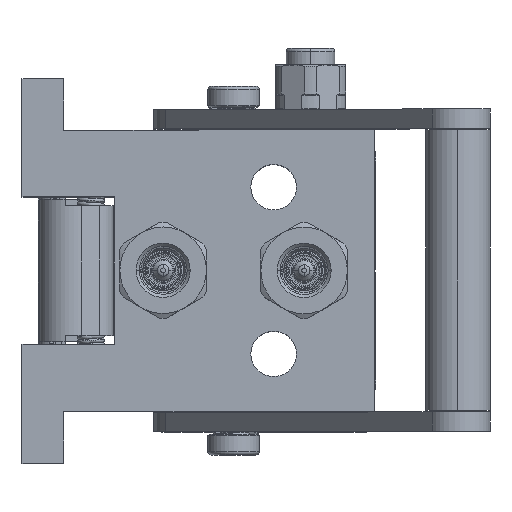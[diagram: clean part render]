
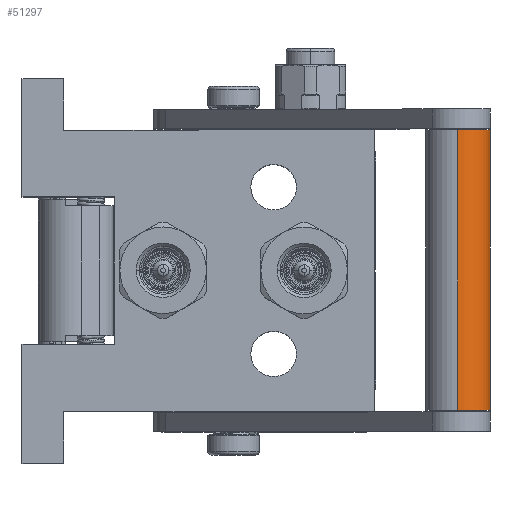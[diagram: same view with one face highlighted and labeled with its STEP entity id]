
A CAD part, top view. The second image highlights one B-rep face of the part: STEP entity #51297.
In plain terms, the highlighted cylindrical face has radius 10 mm (diameter 20 mm), a partial arc.
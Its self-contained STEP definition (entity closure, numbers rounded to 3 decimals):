
#463 = CARTESIAN_POINT ( 'NONE',  ( -87.5, 0., -10. ) ) ;
#2189 = DIRECTION ( 'NONE',  ( 1., 0., 0. ) ) ;
#2843 = LINE ( 'NONE', #6627, #46841 ) ;
#3559 = DIRECTION ( 'NONE',  ( 1., 0., 0. ) ) ;
#5349 = ORIENTED_EDGE ( 'NONE', *, *, #31675, .F. ) ;
#5514 = CARTESIAN_POINT ( 'NONE',  ( 0., 0., 10. ) ) ;
#6627 = CARTESIAN_POINT ( 'NONE',  ( 0., 0., -10. ) ) ;
#12177 = CARTESIAN_POINT ( 'NONE',  ( 0., 0., -10. ) ) ;
#13880 = ORIENTED_EDGE ( 'NONE', *, *, #111683, .T. ) ;
#16271 = CIRCLE ( 'NONE', #23767, 10. ) ;
#21651 = CARTESIAN_POINT ( 'NONE',  ( 0., 0., 0. ) ) ;
#23767 = AXIS2_PLACEMENT_3D ( 'NONE', #109305, #2189, #37566 ) ;
#29335 = DIRECTION ( 'NONE',  ( 0., 0., -1. ) ) ;
#31675 = EDGE_CURVE ( 'NONE', #39141, #71214, #62838, .T. ) ;
#35471 = CYLINDRICAL_SURFACE ( 'NONE', #87751, 10. ) ;
#37377 = AXIS2_PLACEMENT_3D ( 'NONE', #21651, #3559, #29335 ) ;
#37566 = DIRECTION ( 'NONE',  ( 0., 0., -1. ) ) ;
#39141 = VERTEX_POINT ( 'NONE', #5514 ) ;
#42898 = CARTESIAN_POINT ( 'NONE',  ( -87.5, 0., 10. ) ) ;
#43114 = DIRECTION ( 'NONE',  ( -1., 0., 0. ) ) ;
#46606 = ORIENTED_EDGE ( 'NONE', *, *, #92793, .T. ) ;
#46841 = VECTOR ( 'NONE', #43114, 1000. ) ;
#49164 = EDGE_LOOP ( 'NONE', ( #13880, #5349, #94369, #46606 ) ) ;
#51083 = CARTESIAN_POINT ( 'NONE',  ( 0., 0., 10. ) ) ;
#51297 = ADVANCED_FACE ( 'NONE', ( #82123 ), #35471, .T. ) ;
#54024 = VERTEX_POINT ( 'NONE', #12177 ) ;
#62838 = LINE ( 'NONE', #51083, #73903 ) ;
#64745 = DIRECTION ( 'NONE',  ( 0., 0., 1. ) ) ;
#65867 = DIRECTION ( 'NONE',  ( -1., 0., 0. ) ) ;
#68356 = DIRECTION ( 'NONE',  ( -1., 0., 0. ) ) ;
#70301 = CIRCLE ( 'NONE', #37377, 10. ) ;
#71214 = VERTEX_POINT ( 'NONE', #42898 ) ;
#73903 = VECTOR ( 'NONE', #68356, 1000. ) ;
#74002 = VERTEX_POINT ( 'NONE', #463 ) ;
#74348 = CARTESIAN_POINT ( 'NONE',  ( -96.825, 0., 0. ) ) ;
#82123 = FACE_OUTER_BOUND ( 'NONE', #49164, .T. ) ;
#87751 = AXIS2_PLACEMENT_3D ( 'NONE', #74348, #65867, #64745 ) ;
#92369 = EDGE_CURVE ( 'NONE', #54024, #39141, #70301, .T. ) ;
#92793 = EDGE_CURVE ( 'NONE', #54024, #74002, #2843, .T. ) ;
#94369 = ORIENTED_EDGE ( 'NONE', *, *, #92369, .F. ) ;
#109305 = CARTESIAN_POINT ( 'NONE',  ( -87.5, 0., 0. ) ) ;
#111683 = EDGE_CURVE ( 'NONE', #74002, #71214, #16271, .T. ) ;
